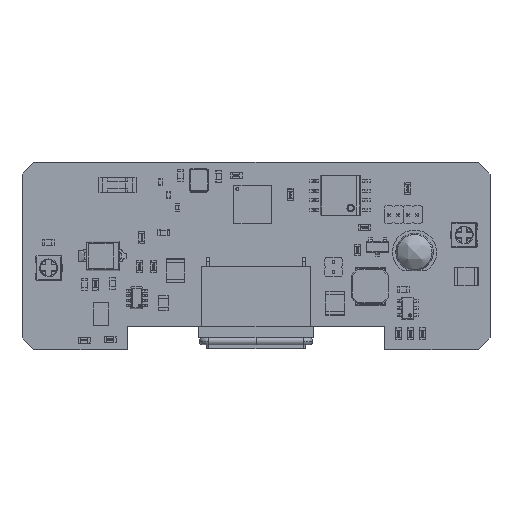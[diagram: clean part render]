
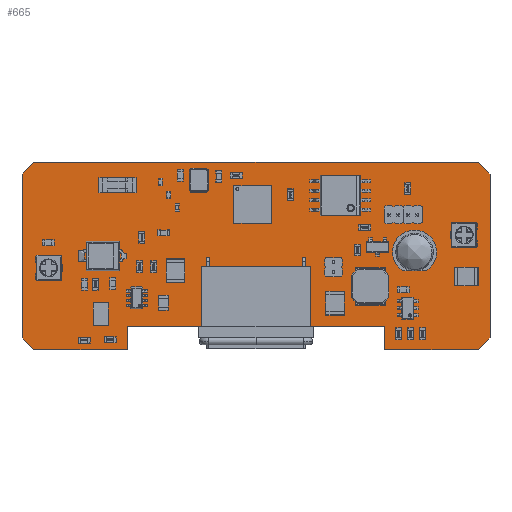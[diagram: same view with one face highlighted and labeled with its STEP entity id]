
A CAD part, top view. The second image highlights one B-rep face of the part: STEP entity #665.
In plain terms, the highlighted planar face has unit normal (0, 0, 1).
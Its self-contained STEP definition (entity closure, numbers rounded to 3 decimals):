
#280 = VERTEX_POINT('',#281);
#281 = CARTESIAN_POINT('',(62.5,1.55,0.891));
#287 = EDGE_CURVE('',#280,#288,#290,.T.);
#288 = VERTEX_POINT('',#289);
#289 = CARTESIAN_POINT('',(60.95,0.,0.891));
#290 = LINE('',#291,#292);
#291 = CARTESIAN_POINT('',(62.5,1.55,0.891));
#292 = VECTOR('',#293,1.);
#293 = DIRECTION('',(-0.707,-0.707,0.));
#318 = EDGE_CURVE('',#288,#319,#321,.T.);
#319 = VERTEX_POINT('',#320);
#320 = CARTESIAN_POINT('',(48.425,0.,0.891));
#321 = LINE('',#322,#323);
#322 = CARTESIAN_POINT('',(60.95,0.,0.891));
#323 = VECTOR('',#324,1.);
#324 = DIRECTION('',(-1.,0.,0.));
#349 = EDGE_CURVE('',#319,#350,#352,.T.);
#350 = VERTEX_POINT('',#351);
#351 = CARTESIAN_POINT('',(48.425,3.125,0.891));
#352 = LINE('',#353,#354);
#353 = CARTESIAN_POINT('',(48.425,0.,0.891));
#354 = VECTOR('',#355,1.);
#355 = DIRECTION('',(0.,1.,0.));
#380 = EDGE_CURVE('',#350,#381,#383,.T.);
#381 = VERTEX_POINT('',#382);
#382 = CARTESIAN_POINT('',(14.075,3.125,0.891));
#383 = LINE('',#384,#385);
#384 = CARTESIAN_POINT('',(48.425,3.125,0.891));
#385 = VECTOR('',#386,1.);
#386 = DIRECTION('',(-1.,0.,0.));
#411 = EDGE_CURVE('',#381,#412,#414,.T.);
#412 = VERTEX_POINT('',#413);
#413 = CARTESIAN_POINT('',(14.075,0.,0.891));
#414 = LINE('',#415,#416);
#415 = CARTESIAN_POINT('',(14.075,3.125,0.891));
#416 = VECTOR('',#417,1.);
#417 = DIRECTION('',(0.,-1.,0.));
#442 = EDGE_CURVE('',#412,#443,#445,.T.);
#443 = VERTEX_POINT('',#444);
#444 = CARTESIAN_POINT('',(1.55,0.,0.891));
#445 = LINE('',#446,#447);
#446 = CARTESIAN_POINT('',(14.075,0.,0.891));
#447 = VECTOR('',#448,1.);
#448 = DIRECTION('',(-1.,0.,0.));
#473 = EDGE_CURVE('',#443,#474,#476,.T.);
#474 = VERTEX_POINT('',#475);
#475 = CARTESIAN_POINT('',(0.,1.55,0.891));
#476 = LINE('',#477,#478);
#477 = CARTESIAN_POINT('',(1.55,0.,0.891));
#478 = VECTOR('',#479,1.);
#479 = DIRECTION('',(-0.707,0.707,0.));
#504 = EDGE_CURVE('',#474,#505,#507,.T.);
#505 = VERTEX_POINT('',#506);
#506 = CARTESIAN_POINT('',(0.,23.45,0.891));
#507 = LINE('',#508,#509);
#508 = CARTESIAN_POINT('',(0.,1.55,0.891));
#509 = VECTOR('',#510,1.);
#510 = DIRECTION('',(0.,1.,0.));
#535 = EDGE_CURVE('',#505,#536,#538,.T.);
#536 = VERTEX_POINT('',#537);
#537 = CARTESIAN_POINT('',(1.55,25.,0.891));
#538 = LINE('',#539,#540);
#539 = CARTESIAN_POINT('',(0.,23.45,0.891));
#540 = VECTOR('',#541,1.);
#541 = DIRECTION('',(0.707,0.707,0.));
#566 = EDGE_CURVE('',#536,#567,#569,.T.);
#567 = VERTEX_POINT('',#568);
#568 = CARTESIAN_POINT('',(60.95,25.,0.891));
#569 = LINE('',#570,#571);
#570 = CARTESIAN_POINT('',(1.55,25.,0.891));
#571 = VECTOR('',#572,1.);
#572 = DIRECTION('',(1.,0.,0.));
#597 = EDGE_CURVE('',#567,#598,#600,.T.);
#598 = VERTEX_POINT('',#599);
#599 = CARTESIAN_POINT('',(62.5,23.45,0.891));
#600 = LINE('',#601,#602);
#601 = CARTESIAN_POINT('',(60.95,25.,0.891));
#602 = VECTOR('',#603,1.);
#603 = DIRECTION('',(0.707,-0.707,0.));
#628 = EDGE_CURVE('',#598,#280,#629,.T.);
#629 = LINE('',#630,#631);
#630 = CARTESIAN_POINT('',(62.5,23.45,0.891));
#631 = VECTOR('',#632,1.);
#632 = DIRECTION('',(0.,-1.,0.));
#665 = ADVANCED_FACE('',(#666),#680,.T.);
#666 = FACE_BOUND('',#667,.F.);
#667 = EDGE_LOOP('',(#668,#669,#670,#671,#672,#673,#674,#675,#676,#677,
    #678,#679));
#668 = ORIENTED_EDGE('',*,*,#287,.T.);
#669 = ORIENTED_EDGE('',*,*,#318,.T.);
#670 = ORIENTED_EDGE('',*,*,#349,.T.);
#671 = ORIENTED_EDGE('',*,*,#380,.T.);
#672 = ORIENTED_EDGE('',*,*,#411,.T.);
#673 = ORIENTED_EDGE('',*,*,#442,.T.);
#674 = ORIENTED_EDGE('',*,*,#473,.T.);
#675 = ORIENTED_EDGE('',*,*,#504,.T.);
#676 = ORIENTED_EDGE('',*,*,#535,.T.);
#677 = ORIENTED_EDGE('',*,*,#566,.T.);
#678 = ORIENTED_EDGE('',*,*,#597,.T.);
#679 = ORIENTED_EDGE('',*,*,#628,.T.);
#680 = PLANE('',#681);
#681 = AXIS2_PLACEMENT_3D('',#682,#683,#684);
#682 = CARTESIAN_POINT('',(62.5,1.55,0.891));
#683 = DIRECTION('',(0.,0.,1.));
#684 = DIRECTION('',(1.,0.,0.));
